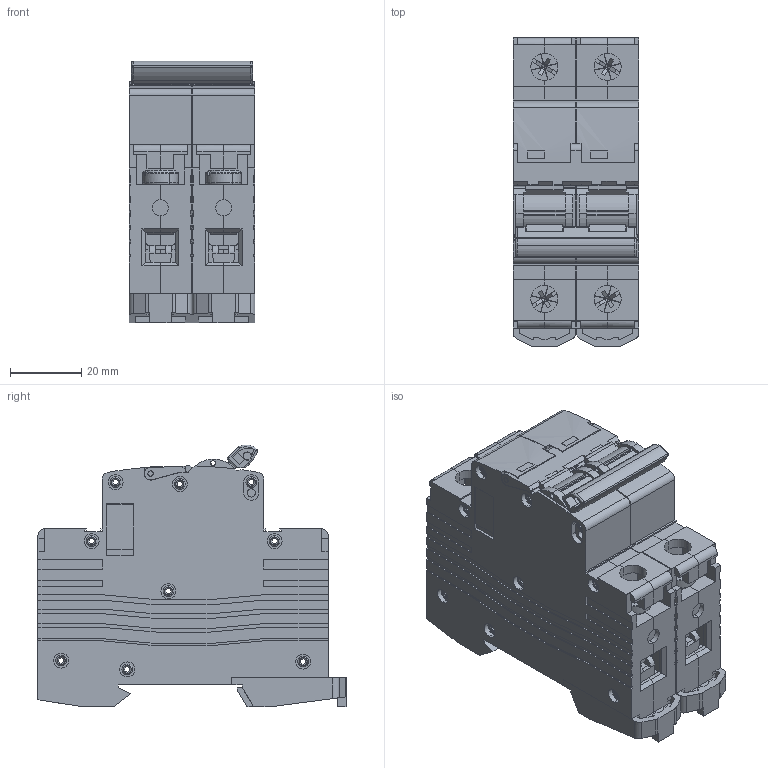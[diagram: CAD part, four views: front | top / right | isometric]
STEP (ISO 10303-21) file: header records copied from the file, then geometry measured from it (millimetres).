
FILE_DESCRIPTION (( 'STEP AP214' ), '1' );
FILE_NAME ('Âûêëþ÷àòåëü àâòîìàòè÷åñêèé AV-6 2P 10A (C) 6êÀ EKF AVERES (mcb6-2-10C-av).STEP', '2024-05-14T06:20:13', ( '' ), ( '' ), 'SwSTEP 2.0', 'SolidWorks 2021', '' );
FILE_SCHEMA (( 'AUTOMOTIVE_DESIGN' ));
Length unit declared in the file: millimetre
Products named in the file (1): Âûêëþ÷àòåëü àâòîìàòè÷åñêèé AV-6 2P 10A (C) 6êÀ EKF AVERES (mcb6-2-10C-av)
Bounding box: 35.2 x 86.2 x 73.3 mm (x, y, z)
Volume: 145124.4 mm3; surface area: 59010.4 mm2
Topology: 51 solids, 51 shells, 2128 faces, 5368 edges, 3398 vertices
Faces by surface type: plane 1387, cylinder 523, torus 168, cone 36, bspline 8, sphere 6
Entity records: 73860 total; most frequent: CARTESIAN_POINT 11885, DIRECTION 10922, ORIENTED_EDGE 10720, EDGE_CURVE 5360, LINE 3708, VECTOR 3708, AXIS2_PLACEMENT_3D 3607, VERTEX_POINT 3394
